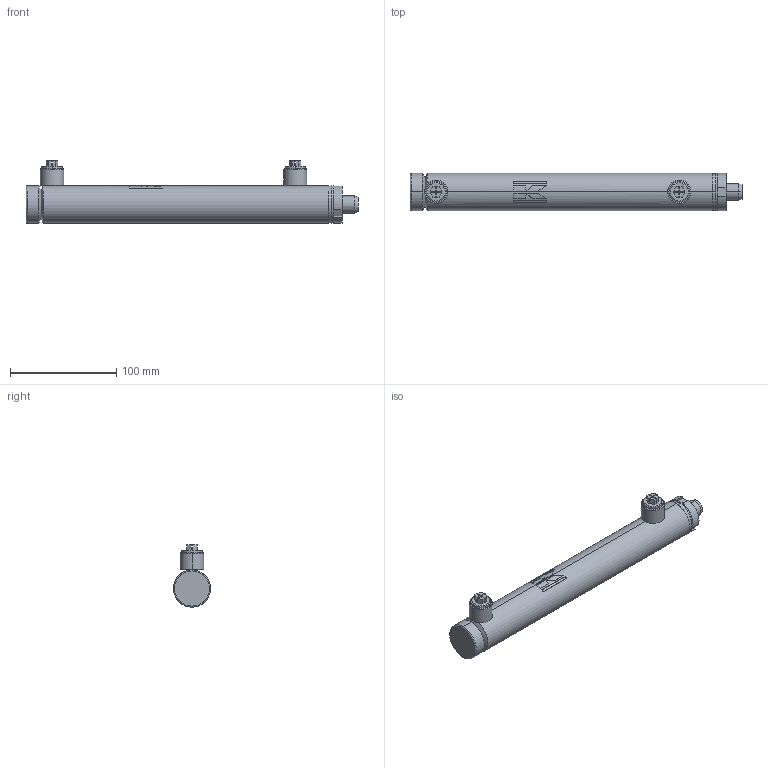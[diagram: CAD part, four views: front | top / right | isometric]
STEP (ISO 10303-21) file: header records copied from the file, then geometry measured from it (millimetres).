
FILE_DESCRIPTION (( 'STEP AP214' ), '1' );
FILE_NAME ('CFGCY0079576-Cylinder.step', '2026-03-06T08:19:47', ( 'Kramp IT' ), ( 'Kramp' ), 'SwSTEP 2.0', 'SolidWorks 2025', '' );
FILE_SCHEMA (( 'AUTOMOTIVE_DESIGN' ));
Length unit declared in the file: millimetre
Products named in the file (17): DS2902513016_Simplified; Rod_Simplified; MATE-AID; Tube-WA_Simplified; DS2902513016VM_Simplified; SP04M; DS3902501A; Tube-MA_Simplified; SLBMM1015; LSN04E; CFGCY0079576-Cylinder; DS2902504_Simplified; ATT-NONE; Tube_Simplified; DS2902504VM_Simplified; Rod-WA_Simplified
Assembly tree (16 placements, depth 4):
  MATE-AID
  CFGCY0079576-Cylinder
    Tube-WA_Simplified
      Tube-MA_Simplified
        Tube_Simplified
        LSN04E
      LSN04E
      DS3902501A
        DS3902501A
    Rod-WA_Simplified
      Rod_Simplified
    DS2902513016VM_Simplified
      DS2902513016_Simplified
    DS2902504VM_Simplified
      DS2902504_Simplified
    SLBMM1015
    SP04M  x2
  ATT-NONE
Bounding box: 312 x 35 x 58.5 mm (x, y, z)
Volume: 239818.2 mm3; surface area: 90247.4 mm2
Topology: 10 solids, 10 shells, 329 faces, 749 edges, 476 vertices
Faces by surface type: plane 137, cylinder 105, cone 55, torus 28, bspline 4
Entity records: 7743 total; most frequent: CARTESIAN_POINT 1608, DIRECTION 1289, ORIENTED_EDGE 1122, EDGE_CURVE 561, AXIS2_PLACEMENT_3D 511, VERTEX_POINT 354, EDGE_LOOP 283, VECTOR 267
